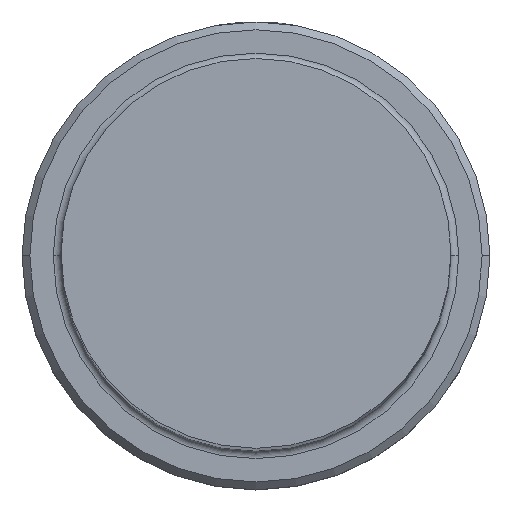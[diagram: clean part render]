
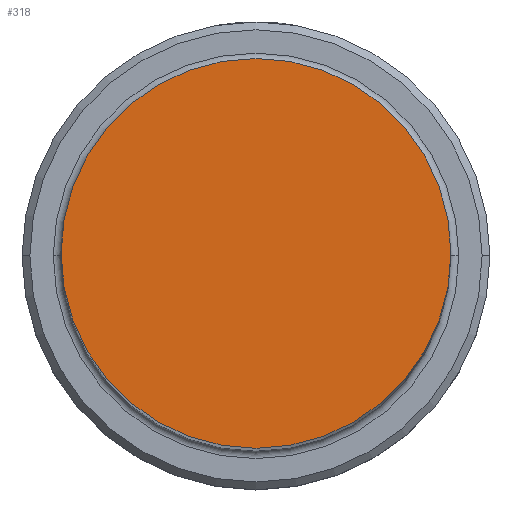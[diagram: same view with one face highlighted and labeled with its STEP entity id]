
A CAD part, top view. The second image highlights one B-rep face of the part: STEP entity #318.
In plain terms, the highlighted planar face has unit normal (0, 0, 1).
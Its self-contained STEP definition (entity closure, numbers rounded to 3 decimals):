
#29 = ORIENTED_EDGE ( 'NONE', *, *, #1074, .T. ) ;
#183 = FACE_OUTER_BOUND ( 'NONE', #782, .T. ) ;
#255 = CARTESIAN_POINT ( 'NONE',  ( 0., 0., 100. ) ) ;
#318 = ADVANCED_FACE ( 'NONE', ( #183 ), #533, .T. ) ;
#353 = DIRECTION ( 'NONE',  ( 1., 0., 0. ) ) ;
#354 = DIRECTION ( 'NONE',  ( 0., 0., 1. ) ) ;
#439 = DIRECTION ( 'NONE',  ( 1., 0., 0. ) ) ;
#445 = DIRECTION ( 'NONE',  ( 0., 0., 1. ) ) ;
#533 = PLANE ( 'NONE',  #801 ) ;
#695 = AXIS2_PLACEMENT_3D ( 'NONE', #255, #886, #353 ) ;
#727 = ORIENTED_EDGE ( 'NONE', *, *, #1134, .T. ) ;
#782 = EDGE_LOOP ( 'NONE', ( #29, #727 ) ) ;
#789 = CARTESIAN_POINT ( 'NONE',  ( -12.5, 0., 100. ) ) ;
#801 = AXIS2_PLACEMENT_3D ( 'NONE', #804, #445, #439 ) ;
#804 = CARTESIAN_POINT ( 'NONE',  ( 0., 0., 100. ) ) ;
#886 = DIRECTION ( 'NONE',  ( 0., 0., 1. ) ) ;
#887 = CARTESIAN_POINT ( 'NONE',  ( 0., 0., 100. ) ) ;
#919 = AXIS2_PLACEMENT_3D ( 'NONE', #887, #354, #973 ) ;
#940 = VERTEX_POINT ( 'NONE', #1130 ) ;
#959 = CIRCLE ( 'NONE', #919, 12.5 ) ;
#973 = DIRECTION ( 'NONE',  ( 1., 0., 0. ) ) ;
#987 = CIRCLE ( 'NONE', #695, 12.5 ) ;
#995 = VERTEX_POINT ( 'NONE', #789 ) ;
#1074 = EDGE_CURVE ( 'NONE', #995, #940, #987, .T. ) ;
#1130 = CARTESIAN_POINT ( 'NONE',  ( 12.5, 0., 100. ) ) ;
#1134 = EDGE_CURVE ( 'NONE', #940, #995, #959, .T. ) ;
